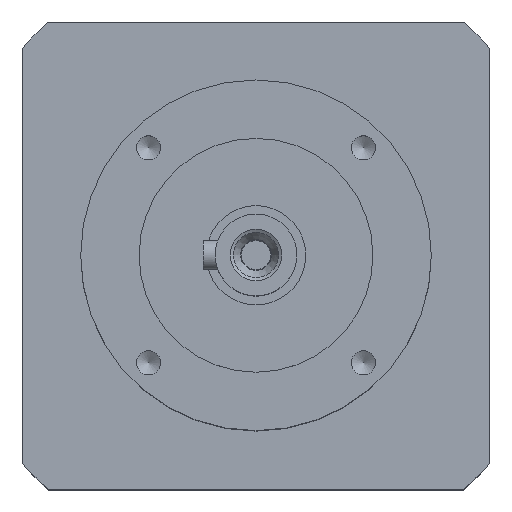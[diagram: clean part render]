
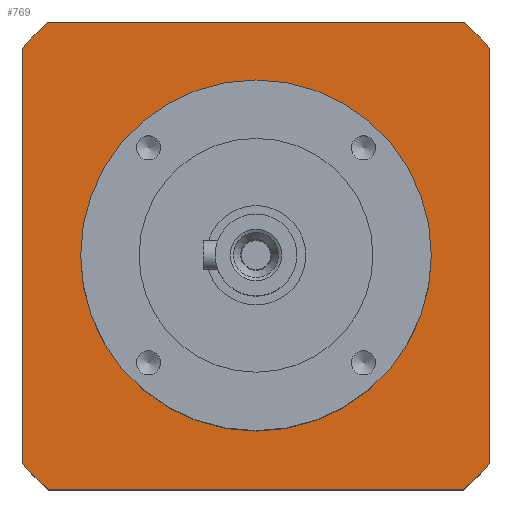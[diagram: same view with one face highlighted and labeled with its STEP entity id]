
A CAD part, top view. The second image highlights one B-rep face of the part: STEP entity #769.
In plain terms, the highlighted planar face has unit normal (0, 0, 1).
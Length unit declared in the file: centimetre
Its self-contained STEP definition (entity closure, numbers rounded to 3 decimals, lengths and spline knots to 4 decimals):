
#28=LINE('',#1571,#52);
#32=LINE('',#1583,#56);
#36=LINE('',#1595,#60);
#40=LINE('',#1606,#64);
#52=VECTOR('',#1077,7.1056);
#56=VECTOR('',#1089,7.1056);
#60=VECTOR('',#1101,7.1056);
#64=VECTOR('',#1113,7.1056);
#125=FACE_BOUND('',#287,.T.);
#196=FACE_OUTER_BOUND('',#286,.T.);
#286=EDGE_LOOP('',(#614,#615,#616,#617,#618,#619,#620,#621));
#287=EDGE_LOOP('',(#622));
#320=CIRCLE('',#833,0.7);
#336=CIRCLE('',#864,5.35);
#338=CIRCLE('',#868,5.35);
#340=CIRCLE('',#872,5.35);
#342=CIRCLE('',#876,5.35);
#376=VERTEX_POINT('',#1514);
#392=VERTEX_POINT('',#1561);
#393=VERTEX_POINT('',#1562);
#396=VERTEX_POINT('',#1570);
#398=VERTEX_POINT('',#1576);
#400=VERTEX_POINT('',#1582);
#402=VERTEX_POINT('',#1588);
#404=VERTEX_POINT('',#1594);
#406=VERTEX_POINT('',#1600);
#444=EDGE_CURVE('',#376,#376,#320,.T.);
#460=EDGE_CURVE('',#392,#393,#336,.T.);
#464=EDGE_CURVE('',#393,#396,#28,.T.);
#467=EDGE_CURVE('',#396,#398,#338,.T.);
#470=EDGE_CURVE('',#398,#400,#32,.T.);
#473=EDGE_CURVE('',#400,#402,#340,.T.);
#476=EDGE_CURVE('',#402,#404,#36,.T.);
#479=EDGE_CURVE('',#404,#406,#342,.T.);
#482=EDGE_CURVE('',#406,#392,#40,.T.);
#614=ORIENTED_EDGE('',*,*,#460,.F.);
#615=ORIENTED_EDGE('',*,*,#482,.F.);
#616=ORIENTED_EDGE('',*,*,#479,.F.);
#617=ORIENTED_EDGE('',*,*,#476,.F.);
#618=ORIENTED_EDGE('',*,*,#473,.F.);
#619=ORIENTED_EDGE('',*,*,#470,.F.);
#620=ORIENTED_EDGE('',*,*,#467,.F.);
#621=ORIENTED_EDGE('',*,*,#464,.F.);
#622=ORIENTED_EDGE('',*,*,#444,.T.);
#654=PLANE('',#879);
#769=ADVANCED_FACE('',(#196,#125),#654,.T.);
#833=AXIS2_PLACEMENT_3D('',#1515,#1007,#1008);
#864=AXIS2_PLACEMENT_3D('',#1563,#1069,#1070);
#868=AXIS2_PLACEMENT_3D('',#1577,#1082,#1083);
#872=AXIS2_PLACEMENT_3D('',#1589,#1094,#1095);
#876=AXIS2_PLACEMENT_3D('',#1601,#1106,#1107);
#879=AXIS2_PLACEMENT_3D('',#1608,#1115,#1116);
#1007=DIRECTION('center_axis',(0.,0.,
-1.));
#1008=DIRECTION('ref_axis',(1.,0.,0.));
#1069=DIRECTION('center_axis',(0.,0.,
-1.));
#1070=DIRECTION('ref_axis',(-0.748,-0.664,0.));
#1077=DIRECTION('',(0.,-1.,0.));
#1082=DIRECTION('center_axis',(0.,0.,
-1.));
#1083=DIRECTION('ref_axis',(-0.664,0.748,0.));
#1089=DIRECTION('',(-1.,0.,0.));
#1094=DIRECTION('center_axis',(0.,0.,
-1.));
#1095=DIRECTION('ref_axis',(0.748,0.664,0.));
#1101=DIRECTION('',(0.,1.,0.));
#1106=DIRECTION('center_axis',(0.,0.,
-1.));
#1107=DIRECTION('ref_axis',(0.664,-0.748,0.));
#1113=DIRECTION('',(1.,0.,0.));
#1115=DIRECTION('center_axis',(0.,0.,
1.));
#1116=DIRECTION('ref_axis',(1.,0.,0.));
#1514=CARTESIAN_POINT('',(-0.7,0.,0.));
#1515=CARTESIAN_POINT('Origin',(0.,0.,
0.));
#1561=CARTESIAN_POINT('',(3.5528,4.,0.));
#1562=CARTESIAN_POINT('',(4.,3.5528,0.));
#1563=CARTESIAN_POINT('Origin',(0.,0.,
0.));
#1570=CARTESIAN_POINT('',(4.,-3.5528,0.));
#1571=CARTESIAN_POINT('',(4.,3.5528,0.));
#1576=CARTESIAN_POINT('',(3.5528,-4.,0.));
#1577=CARTESIAN_POINT('Origin',(0.,0.,
0.));
#1582=CARTESIAN_POINT('',(-3.5528,-4.,0.));
#1583=CARTESIAN_POINT('',(3.5528,-4.,0.));
#1588=CARTESIAN_POINT('',(-4.,-3.5528,0.));
#1589=CARTESIAN_POINT('Origin',(0.,0.,
0.));
#1594=CARTESIAN_POINT('',(-4.,3.5528,0.));
#1595=CARTESIAN_POINT('',(-4.,-3.5528,0.));
#1600=CARTESIAN_POINT('',(-3.5528,4.,0.));
#1601=CARTESIAN_POINT('Origin',(0.,0.,
0.));
#1606=CARTESIAN_POINT('',(-3.5528,4.,0.));
#1608=CARTESIAN_POINT('Origin',(0.,0.,
0.));
